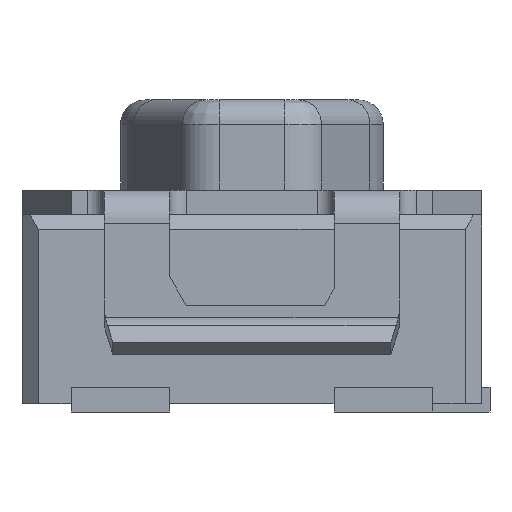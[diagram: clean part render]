
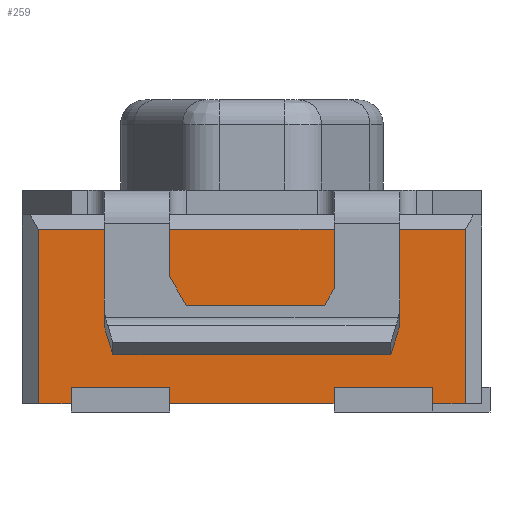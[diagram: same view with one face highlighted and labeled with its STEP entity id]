
A CAD part, left-side view. The second image highlights one B-rep face of the part: STEP entity #259.
In plain terms, the highlighted planar face has unit normal (-1, 0, 0).
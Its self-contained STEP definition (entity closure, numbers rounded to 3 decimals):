
#259=ADVANCED_FACE('',(#517),#412,.F.);
#412=PLANE('',#3052);
#517=FACE_OUTER_BOUND('',#667,.T.);
#667=EDGE_LOOP('',(#872,#873,#874,#875,#876,#877,#878,#879,#880,#881,#882,
#883));
#872=ORIENTED_EDGE('',*,*,#1999,.F.);
#873=ORIENTED_EDGE('',*,*,#2000,.F.);
#874=ORIENTED_EDGE('',*,*,#2001,.F.);
#875=ORIENTED_EDGE('',*,*,#1955,.T.);
#876=ORIENTED_EDGE('',*,*,#2002,.T.);
#877=ORIENTED_EDGE('',*,*,#2003,.T.);
#878=ORIENTED_EDGE('',*,*,#2004,.T.);
#879=ORIENTED_EDGE('',*,*,#1963,.T.);
#880=ORIENTED_EDGE('',*,*,#2005,.F.);
#881=ORIENTED_EDGE('',*,*,#2006,.F.);
#882=ORIENTED_EDGE('',*,*,#2007,.F.);
#883=ORIENTED_EDGE('',*,*,#1959,.T.);
#1679=VERTEX_POINT('',#4127);
#1680=VERTEX_POINT('',#4129);
#1683=VERTEX_POINT('',#4135);
#1684=VERTEX_POINT('',#4137);
#1687=VERTEX_POINT('',#4143);
#1688=VERTEX_POINT('',#4145);
#1718=VERTEX_POINT('',#4214);
#1719=VERTEX_POINT('',#4216);
#1720=VERTEX_POINT('',#4219);
#1721=VERTEX_POINT('',#4221);
#1722=VERTEX_POINT('',#4224);
#1723=VERTEX_POINT('',#4226);
#1955=EDGE_CURVE('',#1680,#1679,#2383,.T.);
#1959=EDGE_CURVE('',#1684,#1683,#2387,.T.);
#1963=EDGE_CURVE('',#1688,#1687,#2391,.T.);
#1999=EDGE_CURVE('',#1718,#1683,#2427,.T.);
#2000=EDGE_CURVE('',#1719,#1718,#2428,.T.);
#2001=EDGE_CURVE('',#1680,#1719,#2429,.T.);
#2002=EDGE_CURVE('',#1679,#1720,#2430,.T.);
#2003=EDGE_CURVE('',#1720,#1721,#2431,.T.);
#2004=EDGE_CURVE('',#1721,#1688,#2432,.T.);
#2005=EDGE_CURVE('',#1722,#1687,#2433,.T.);
#2006=EDGE_CURVE('',#1723,#1722,#2434,.T.);
#2007=EDGE_CURVE('',#1684,#1723,#2435,.T.);
#2383=LINE('',#4128,#2717);
#2387=LINE('',#4136,#2721);
#2391=LINE('',#4144,#2725);
#2427=LINE('',#4213,#2761);
#2428=LINE('',#4215,#2762);
#2429=LINE('',#4217,#2763);
#2430=LINE('',#4218,#2764);
#2431=LINE('',#4220,#2765);
#2432=LINE('',#4222,#2766);
#2433=LINE('',#4223,#2767);
#2434=LINE('',#4225,#2768);
#2435=LINE('',#4227,#2769);
#2717=VECTOR('',#3297,1.);
#2721=VECTOR('',#3301,1.);
#2725=VECTOR('',#3305,1.);
#2761=VECTOR('',#3347,1.);
#2762=VECTOR('',#3348,1.);
#2763=VECTOR('',#3349,1.);
#2764=VECTOR('',#3350,1.);
#2765=VECTOR('',#3351,1.);
#2766=VECTOR('',#3352,1.);
#2767=VECTOR('',#3353,1.);
#2768=VECTOR('',#3354,1.);
#2769=VECTOR('',#3355,1.);
#3052=AXIS2_PLACEMENT_3D('',#4228,#3356,#3357);
#3297=DIRECTION('',(0.,-1.,0.));
#3301=DIRECTION('',(0.,-1.,0.));
#3305=DIRECTION('',(0.,-1.,0.));
#3347=DIRECTION('',(0.,0.,-1.));
#3348=DIRECTION('',(0.,1.,0.));
#3349=DIRECTION('',(0.,0.,1.));
#3350=DIRECTION('',(0.,0.,1.));
#3351=DIRECTION('',(0.,1.,0.));
#3352=DIRECTION('',(0.,0.,-1.));
#3353=DIRECTION('',(0.,0.,-1.));
#3354=DIRECTION('',(0.,1.,0.));
#3355=DIRECTION('',(0.,0.,1.));
#3356=DIRECTION('',(1.,0.,0.));
#3357=DIRECTION('',(0.,0.,-1.));
#4127=CARTESIAN_POINT('',(-2.05,-1.3,0.05));
#4128=CARTESIAN_POINT('',(-2.05,1.68,0.05));
#4129=CARTESIAN_POINT('',(-2.05,-1.1,0.05));
#4135=CARTESIAN_POINT('',(-2.05,-0.5,0.05));
#4136=CARTESIAN_POINT('',(-2.05,1.68,0.05));
#4137=CARTESIAN_POINT('',(-2.05,0.5,0.05));
#4143=CARTESIAN_POINT('',(-2.05,1.1,0.05));
#4144=CARTESIAN_POINT('',(-2.05,1.68,0.05));
#4145=CARTESIAN_POINT('',(-2.05,1.3,0.05));
#4213=CARTESIAN_POINT('',(-2.05,-0.5,1.2));
#4214=CARTESIAN_POINT('',(-2.05,-0.5,0.15));
#4215=CARTESIAN_POINT('',(-2.05,1.4,0.15));
#4216=CARTESIAN_POINT('',(-2.05,-1.1,0.15));
#4217=CARTESIAN_POINT('',(-2.05,-1.1,1.2));
#4218=CARTESIAN_POINT('',(-2.05,-1.3,1.2));
#4219=CARTESIAN_POINT('',(-2.05,-1.3,1.113));
#4220=CARTESIAN_POINT('',(-2.05,1.3,1.113));
#4221=CARTESIAN_POINT('',(-2.05,1.3,1.113));
#4222=CARTESIAN_POINT('',(-2.05,1.3,1.2));
#4223=CARTESIAN_POINT('',(-2.05,1.1,1.2));
#4224=CARTESIAN_POINT('',(-2.05,1.1,0.15));
#4225=CARTESIAN_POINT('',(-2.05,1.4,0.15));
#4226=CARTESIAN_POINT('',(-2.05,0.5,0.15));
#4227=CARTESIAN_POINT('',(-2.05,0.5,1.2));
#4228=CARTESIAN_POINT('',(-2.05,1.4,1.2));
